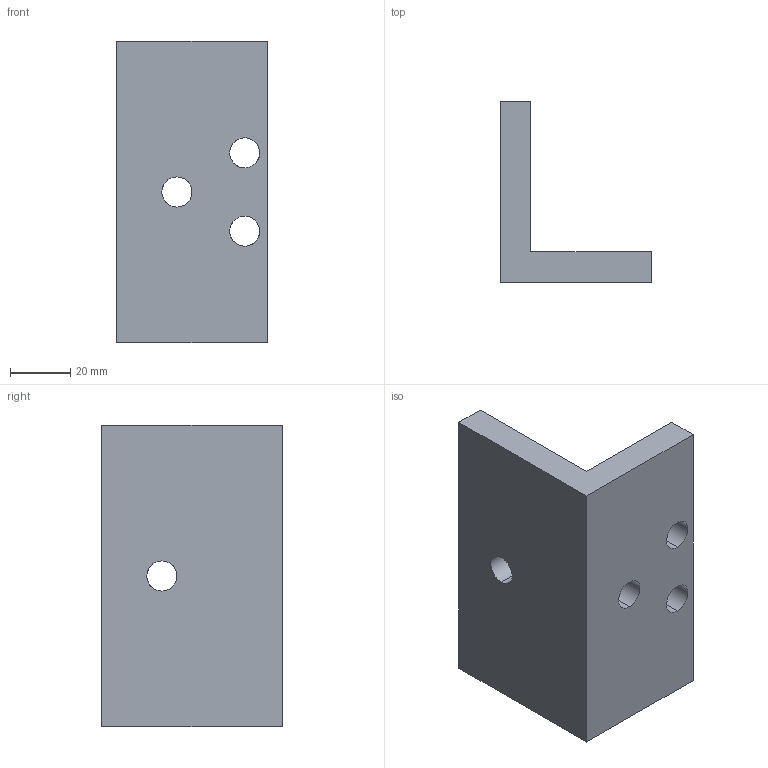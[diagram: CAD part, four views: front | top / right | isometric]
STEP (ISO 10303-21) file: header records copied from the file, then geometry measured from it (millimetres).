
FILE_DESCRIPTION(('CAx 4th Joint Test Round - Test Model XR1','L-Bracket Piece Part File '),'1');
FILE_NAME('xr1-tc-lbr.stp','2000-05-26 T12:49:50',('SD Yates '),('Theorem Solutions Ltd'),'THEOREM SOLUTIONS CADDS -> AP214 DIS PREPROCESSOR 4.2.002','CADDS4X/5 - CAMU','AP Ranger ');
FILE_SCHEMA(('AUTOMOTIVE_DESIGN { 1 2 10303 214 0 1 1 1 } '));
Length unit declared in the file: millimetre
Products named in the file (1): l-bracket
Bounding box: 50 x 60 x 100 mm (x, y, z)
Volume: 96858.2 mm3; surface area: 24628.2 mm2
Topology: 1 solids, 1 shells, 16 faces, 42 edges, 28 vertices
Faces by surface type: plane 8, cylinder 8
Entity records: 530 total; most frequent: CARTESIAN_POINT 136, ORIENTED_EDGE 84, DIRECTION 62, EDGE_CURVE 42, VERTEX_POINT 28, VECTOR 26, LINE 26, EDGE_LOOP 24
